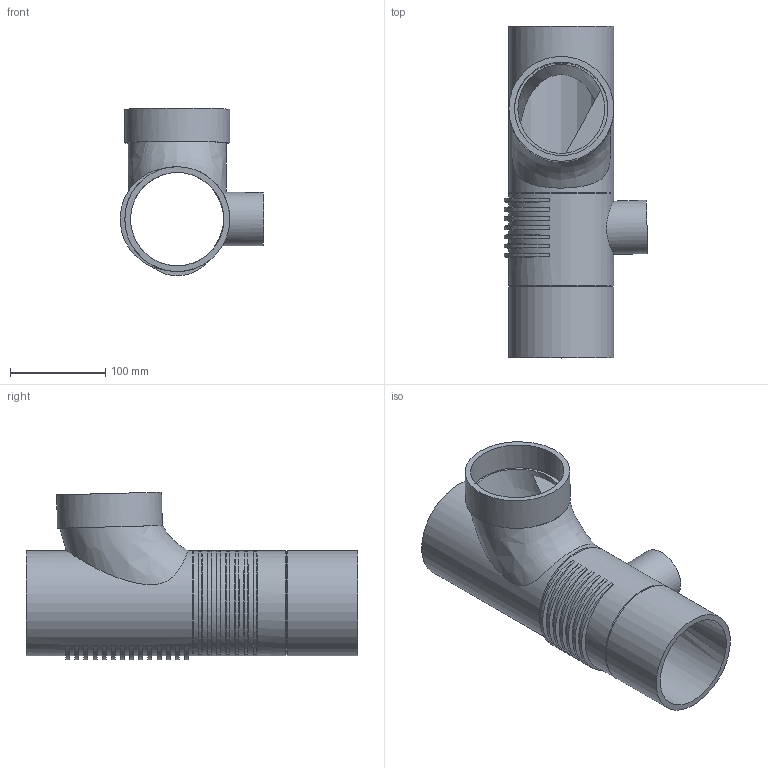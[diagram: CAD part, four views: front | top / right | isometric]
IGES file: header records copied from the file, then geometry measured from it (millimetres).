
Global section: file name: 310115; native system: Autodesk Inventor 2014; preprocessor: unknown; date: 20140129.081955; units: millimetre
Bounding box: 150.5 x 348 x 175.9 mm (x, y, z)
Volume: 819529.6 mm3; surface area: 294167.1 mm2
Topology: 2 solids, 2 shells, 84 faces, 191 edges, 132 vertices
Faces by surface type: plane 36, cylinder 26, cone 16, revolution 4, bspline 2
Full cylindrical faces by diameter (mm): 56 x1, 110 x4
